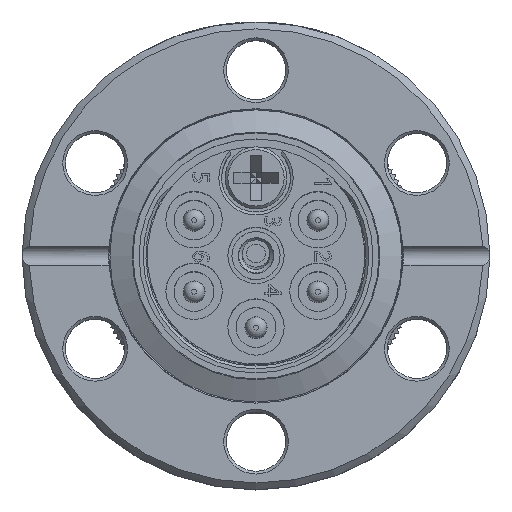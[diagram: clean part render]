
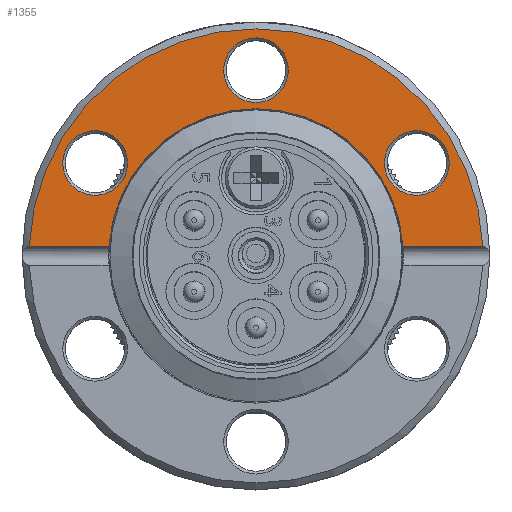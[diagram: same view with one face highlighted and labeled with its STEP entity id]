
A CAD part, top view. The second image highlights one B-rep face of the part: STEP entity #1355.
In plain terms, the highlighted planar face has unit normal (0, 0, 1).
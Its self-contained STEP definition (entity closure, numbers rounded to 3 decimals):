
#190 = CARTESIAN_POINT ( 'NONE',  ( 11.691, 6.75, 0. ) ) ;
#1328 = EDGE_LOOP ( 'NONE', ( #39491 ) ) ;
#1355 = ADVANCED_FACE ( 'NONE', ( #3371, #40875, #6092, #23462 ), #20334, .F. ) ;
#1478 = CARTESIAN_POINT ( 'NONE',  ( 0., 0., 0. ) ) ;
#2048 = DIRECTION ( 'NONE',  ( 1., 0., 0. ) ) ;
#2260 = VERTEX_POINT ( 'NONE', #25119 ) ;
#3371 = FACE_BOUND ( 'NONE', #26101, .T. ) ;
#4915 = VERTEX_POINT ( 'NONE', #18691 ) ;
#5598 = AXIS2_PLACEMENT_3D ( 'NONE', #1478, #22008, #35764 ) ;
#5668 = CIRCLE ( 'NONE', #30875, 2.35 ) ;
#6092 = FACE_BOUND ( 'NONE', #7477, .T. ) ;
#6896 = DIRECTION ( 'NONE',  ( 0., 0., -1. ) ) ;
#6942 = VERTEX_POINT ( 'NONE', #31061 ) ;
#7477 = EDGE_LOOP ( 'NONE', ( #31225 ) ) ;
#7585 = CIRCLE ( 'NONE', #19115, 2.35 ) ;
#8227 = ORIENTED_EDGE ( 'NONE', *, *, #27383, .F. ) ;
#9674 = LINE ( 'NONE', #19836, #24616 ) ;
#10395 = VECTOR ( 'NONE', #2048, 1000. ) ;
#13740 = DIRECTION ( 'NONE',  ( 0., 0., -1. ) ) ;
#14030 = CARTESIAN_POINT ( 'NONE',  ( -14.041, 6.75, 0. ) ) ;
#14315 = ORIENTED_EDGE ( 'NONE', *, *, #41823, .F. ) ;
#15379 = CARTESIAN_POINT ( 'NONE',  ( -20.5, 0.707, 0. ) ) ;
#15411 = AXIS2_PLACEMENT_3D ( 'NONE', #16705, #30448, #44496 ) ;
#15457 = AXIS2_PLACEMENT_3D ( 'NONE', #44294, #27514, #16499 ) ;
#16042 = DIRECTION ( 'NONE',  ( -1., 0., 0. ) ) ;
#16171 = CIRCLE ( 'NONE', #15457, 10.7 ) ;
#16499 = DIRECTION ( 'NONE',  ( 1., 0., 0. ) ) ;
#16705 = CARTESIAN_POINT ( 'NONE',  ( 0., 0., 0. ) ) ;
#18584 = CARTESIAN_POINT ( 'NONE',  ( 16.485, 0.707, 0. ) ) ;
#18691 = CARTESIAN_POINT ( 'NONE',  ( -2.35, 13.5, 0. ) ) ;
#18996 = LINE ( 'NONE', #15379, #10395 ) ;
#19046 = AXIS2_PLACEMENT_3D ( 'NONE', #20889, #6896, #31238 ) ;
#19115 = AXIS2_PLACEMENT_3D ( 'NONE', #190, #13740, #23037 ) ;
#19836 = CARTESIAN_POINT ( 'NONE',  ( 20.5, 0.707, 0. ) ) ;
#20233 = CARTESIAN_POINT ( 'NONE',  ( 10.677, 0.707, 0. ) ) ;
#20334 = PLANE ( 'NONE',  #15411 ) ;
#20889 = CARTESIAN_POINT ( 'NONE',  ( 0., 13.5, 0. ) ) ;
#22008 = DIRECTION ( 'NONE',  ( 0., 0., 1. ) ) ;
#22977 = DIRECTION ( 'NONE',  ( -1., 0., 0. ) ) ;
#23037 = DIRECTION ( 'NONE',  ( -1., 0., 0. ) ) ;
#23462 = FACE_OUTER_BOUND ( 'NONE', #31174, .T. ) ;
#24058 = CIRCLE ( 'NONE', #19046, 2.35 ) ;
#24465 = VERTEX_POINT ( 'NONE', #20233 ) ;
#24616 = VECTOR ( 'NONE', #22977, 1000. ) ;
#25119 = CARTESIAN_POINT ( 'NONE',  ( -10.677, 0.707, 0. ) ) ;
#26101 = EDGE_LOOP ( 'NONE', ( #27437 ) ) ;
#27383 = EDGE_CURVE ( 'NONE', #43114, #24465, #9674, .T. ) ;
#27437 = ORIENTED_EDGE ( 'NONE', *, *, #42939, .T. ) ;
#27514 = DIRECTION ( 'NONE',  ( 0., 0., 1. ) ) ;
#28734 = CARTESIAN_POINT ( 'NONE',  ( -16.485, 0.707, 0. ) ) ;
#28807 = VERTEX_POINT ( 'NONE', #14030 ) ;
#30335 = EDGE_CURVE ( 'NONE', #43114, #43393, #35868, .T. ) ;
#30448 = DIRECTION ( 'NONE',  ( 0., 0., -1. ) ) ;
#30875 = AXIS2_PLACEMENT_3D ( 'NONE', #43394, #36355, #16042 ) ;
#31061 = CARTESIAN_POINT ( 'NONE',  ( 9.341, 6.75, 0. ) ) ;
#31074 = ORIENTED_EDGE ( 'NONE', *, *, #30335, .T. ) ;
#31174 = EDGE_LOOP ( 'NONE', ( #8227, #31074, #31665, #14315 ) ) ;
#31225 = ORIENTED_EDGE ( 'NONE', *, *, #41513, .T. ) ;
#31238 = DIRECTION ( 'NONE',  ( -1., 0., 0. ) ) ;
#31665 = ORIENTED_EDGE ( 'NONE', *, *, #41660, .T. ) ;
#31960 = EDGE_CURVE ( 'NONE', #28807, #28807, #5668, .T. ) ;
#35764 = DIRECTION ( 'NONE',  ( 1., 0., 0. ) ) ;
#35868 = CIRCLE ( 'NONE', #5598, 16.5 ) ;
#36355 = DIRECTION ( 'NONE',  ( 0., 0., -1. ) ) ;
#39491 = ORIENTED_EDGE ( 'NONE', *, *, #31960, .T. ) ;
#40875 = FACE_BOUND ( 'NONE', #1328, .T. ) ;
#41513 = EDGE_CURVE ( 'NONE', #4915, #4915, #24058, .T. ) ;
#41660 = EDGE_CURVE ( 'NONE', #43393, #2260, #18996, .T. ) ;
#41823 = EDGE_CURVE ( 'NONE', #24465, #2260, #16171, .T. ) ;
#42939 = EDGE_CURVE ( 'NONE', #6942, #6942, #7585, .T. ) ;
#43114 = VERTEX_POINT ( 'NONE', #18584 ) ;
#43393 = VERTEX_POINT ( 'NONE', #28734 ) ;
#43394 = CARTESIAN_POINT ( 'NONE',  ( -11.691, 6.75, 0. ) ) ;
#44294 = CARTESIAN_POINT ( 'NONE',  ( 0., 0., 0. ) ) ;
#44496 = DIRECTION ( 'NONE',  ( -1., 0., 0. ) ) ;
